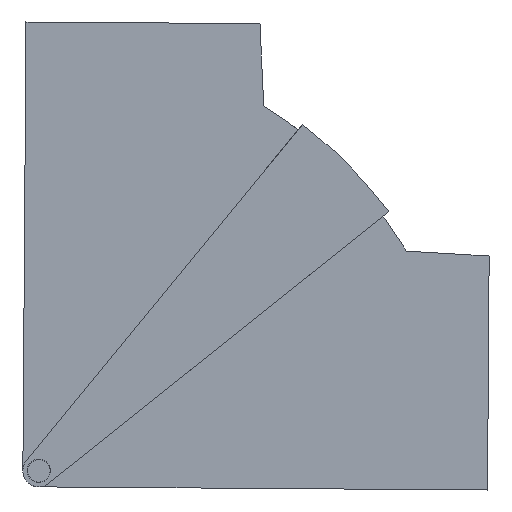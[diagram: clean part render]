
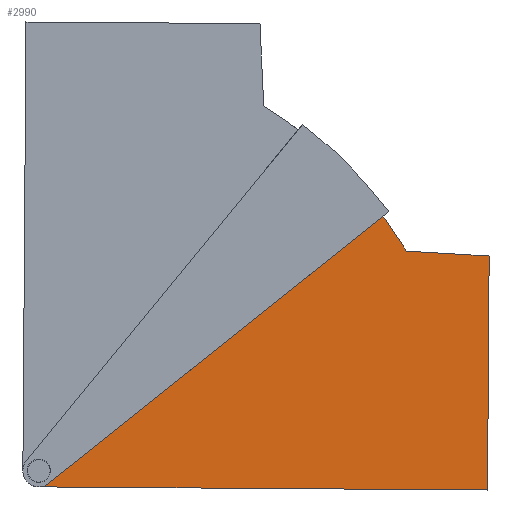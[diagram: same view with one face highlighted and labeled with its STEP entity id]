
A CAD part, front view. The second image highlights one B-rep face of the part: STEP entity #2990.
In plain terms, the highlighted planar face has unit normal (0, -1, 0).
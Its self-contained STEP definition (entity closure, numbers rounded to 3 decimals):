
#7 = ORIENTED_EDGE ( 'NONE', *, *, #2851, .T. ) ;
#48 = CARTESIAN_POINT ( 'NONE',  ( 61.5, -87.5, -140. ) ) ;
#59 = DIRECTION ( 'NONE',  ( 0., 0., 1. ) ) ;
#62 = DIRECTION ( 'NONE',  ( 0., -1., 0. ) ) ;
#78 = CARTESIAN_POINT ( 'NONE',  ( 66., -87.5, -140. ) ) ;
#112 = CARTESIAN_POINT ( 'NONE',  ( -2., -87.5, 0. ) ) ;
#260 = ORIENTED_EDGE ( 'NONE', *, *, #3074, .T. ) ;
#307 = ORIENTED_EDGE ( 'NONE', *, *, #2032, .T. ) ;
#339 = AXIS2_PLACEMENT_3D ( 'NONE', #1205, #1194, #1192 ) ;
#363 = EDGE_CURVE ( 'NONE', #410, #1794, #2108, .T. ) ;
#410 = VERTEX_POINT ( 'NONE', #2860 ) ;
#463 = ORIENTED_EDGE ( 'NONE', *, *, #2944, .T. ) ;
#535 = VERTEX_POINT ( 'NONE', #48 ) ;
#557 = EDGE_CURVE ( 'NONE', #1794, #3040, #3220, .T. ) ;
#567 = ORIENTED_EDGE ( 'NONE', *, *, #557, .T. ) ;
#755 = CIRCLE ( 'NONE', #2297, 2.6 ) ;
#771 = ORIENTED_EDGE ( 'NONE', *, *, #2871, .T. ) ;
#790 = DIRECTION ( 'NONE',  ( 0., 0., -1. ) ) ;
#839 = FACE_OUTER_BOUND ( 'NONE', #3258, .T. ) ;
#841 = DIRECTION ( 'NONE',  ( 0., -1., 0. ) ) ;
#853 = VECTOR ( 'NONE', #2044, 1000. ) ;
#863 = LINE ( 'NONE', #2064, #853 ) ;
#912 = VECTOR ( 'NONE', #2211, 1000. ) ;
#918 = VECTOR ( 'NONE', #2231, 1000. ) ;
#927 = LINE ( 'NONE', #2266, #912 ) ;
#982 = CARTESIAN_POINT ( 'NONE',  ( 66., -87.5, -140. ) ) ;
#1051 = VECTOR ( 'NONE', #1314, 1000. ) ;
#1131 = ORIENTED_EDGE ( 'NONE', *, *, #363, .T. ) ;
#1192 = DIRECTION ( 'NONE',  ( -1., 0., 0. ) ) ;
#1194 = DIRECTION ( 'NONE',  ( 0., 1., 0. ) ) ;
#1195 = CARTESIAN_POINT ( 'NONE',  ( 71., -87.5, -140. ) ) ;
#1205 = CARTESIAN_POINT ( 'NONE',  ( 66., -87.5, -140. ) ) ;
#1263 = VERTEX_POINT ( 'NONE', #2267 ) ;
#1267 = LINE ( 'NONE', #112, #1051 ) ;
#1290 = CARTESIAN_POINT ( 'NONE',  ( 70.5, -87.5, -140. ) ) ;
#1314 = DIRECTION ( 'NONE',  ( 0.052, 0., 0.999 ) ) ;
#1470 = DIRECTION ( 'NONE',  ( -1., 0., 0. ) ) ;
#1473 = DIRECTION ( 'NONE',  ( 0., 1., 0. ) ) ;
#1479 = CARTESIAN_POINT ( 'NONE',  ( 66., -87.5, -140. ) ) ;
#1522 = LINE ( 'NONE', #2405, #918 ) ;
#1548 = CARTESIAN_POINT ( 'NONE',  ( -29.454, -87.5, -46.525 ) ) ;
#1592 = CIRCLE ( 'NONE', #2574, 4.5 ) ;
#1646 = LINE ( 'NONE', #1709, #2397 ) ;
#1681 = EDGE_CURVE ( 'NONE', #2980, #1694, #1646, .T. ) ;
#1694 = VERTEX_POINT ( 'NONE', #1700 ) ;
#1700 = CARTESIAN_POINT ( 'NONE',  ( 71., -87.5, 0. ) ) ;
#1709 = CARTESIAN_POINT ( 'NONE',  ( 0., -87.5, 0. ) ) ;
#1712 = DIRECTION ( 'NONE',  ( 1., 0., 0. ) ) ;
#1730 = CARTESIAN_POINT ( 'NONE',  ( 61.5, -87.5, -135.593 ) ) ;
#1770 = CIRCLE ( 'NONE', #339, 2.6 ) ;
#1794 = VERTEX_POINT ( 'NONE', #1548 ) ;
#1802 = AXIS2_PLACEMENT_3D ( 'NONE', #982, #841, #790 ) ;
#1862 = DIRECTION ( 'NONE',  ( 0., 0., -1. ) ) ;
#1866 = DIRECTION ( 'NONE',  ( 0., -1., 0. ) ) ;
#1876 = CARTESIAN_POINT ( 'NONE',  ( 0., -87.5, -145. ) ) ;
#1929 = PLANE ( 'NONE',  #2025 ) ;
#1957 = ORIENTED_EDGE ( 'NONE', *, *, #2426, .T. ) ;
#1961 = CARTESIAN_POINT ( 'NONE',  ( -2., -87.5, 0. ) ) ;
#2025 = AXIS2_PLACEMENT_3D ( 'NONE', #1876, #1866, #1862 ) ;
#2032 = EDGE_CURVE ( 'NONE', #2856, #1263, #1770, .T. ) ;
#2044 = DIRECTION ( 'NONE',  ( 1., 0., 0. ) ) ;
#2064 = CARTESIAN_POINT ( 'NONE',  ( 70.5, -87.5, -140. ) ) ;
#2108 = CIRCLE ( 'NONE', #1802, 133.6 ) ;
#2211 = DIRECTION ( 'NONE',  ( 0., 0., -1. ) ) ;
#2231 = DIRECTION ( 'NONE',  ( 0., 0., 1. ) ) ;
#2263 = CARTESIAN_POINT ( 'NONE',  ( 68.6, -87.5, -140. ) ) ;
#2266 = CARTESIAN_POINT ( 'NONE',  ( 61.5, -87.5, -140. ) ) ;
#2267 = CARTESIAN_POINT ( 'NONE',  ( 63.4, -87.5, -140. ) ) ;
#2297 = AXIS2_PLACEMENT_3D ( 'NONE', #1479, #1473, #1470 ) ;
#2397 = VECTOR ( 'NONE', #1712, 1000. ) ;
#2405 = CARTESIAN_POINT ( 'NONE',  ( 71., -87.5, -145. ) ) ;
#2426 = EDGE_CURVE ( 'NONE', #535, #3126, #1592, .T. ) ;
#2574 = AXIS2_PLACEMENT_3D ( 'NONE', #78, #62, #59 ) ;
#2583 = ORIENTED_EDGE ( 'NONE', *, *, #2640, .F. ) ;
#2631 = FACE_BOUND ( 'NONE', #3253, .T. ) ;
#2640 = EDGE_CURVE ( 'NONE', #410, #2980, #1267, .T. ) ;
#2851 = EDGE_CURVE ( 'NONE', #3181, #1694, #1522, .T. ) ;
#2856 = VERTEX_POINT ( 'NONE', #2263 ) ;
#2860 = CARTESIAN_POINT ( 'NONE',  ( -3.353, -87.5, -25.811 ) ) ;
#2871 = EDGE_CURVE ( 'NONE', #3040, #535, #927, .T. ) ;
#2944 = EDGE_CURVE ( 'NONE', #3126, #3181, #863, .T. ) ;
#2980 = VERTEX_POINT ( 'NONE', #1961 ) ;
#2990 = ADVANCED_FACE ( 'NONE', ( #839, #2631 ), #1929, .T. ) ;
#3040 = VERTEX_POINT ( 'NONE', #1730 ) ;
#3074 = EDGE_CURVE ( 'NONE', #1263, #2856, #755, .T. ) ;
#3126 = VERTEX_POINT ( 'NONE', #1290 ) ;
#3181 = VERTEX_POINT ( 'NONE', #1195 ) ;
#3184 = ORIENTED_EDGE ( 'NONE', *, *, #1681, .F. ) ;
#3210 = VECTOR ( 'NONE', #3307, 1000. ) ;
#3220 = LINE ( 'NONE', #3317, #3210 ) ;
#3253 = EDGE_LOOP ( 'NONE', ( #260, #307 ) ) ;
#3258 = EDGE_LOOP ( 'NONE', ( #567, #771, #1957, #463, #7, #3184, #2583, #1131 ) ) ;
#3307 = DIRECTION ( 'NONE',  ( 0.714, 0., -0.7 ) ) ;
#3317 = CARTESIAN_POINT ( 'NONE',  ( 61., -87.5, -135.104 ) ) ;
